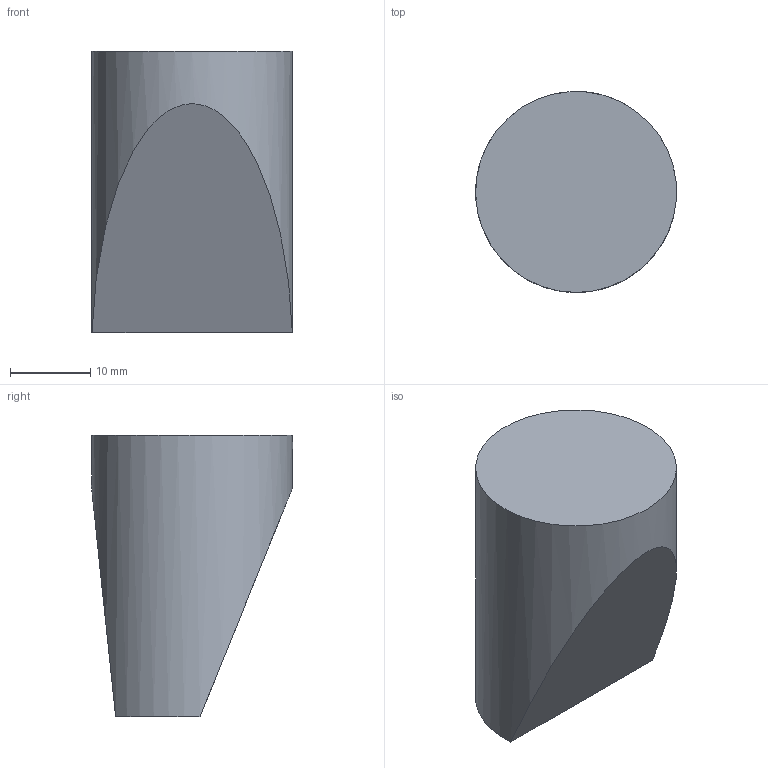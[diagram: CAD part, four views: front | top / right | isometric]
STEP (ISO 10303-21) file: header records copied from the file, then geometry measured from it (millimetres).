
FILE_DESCRIPTION(/* description */ (''),/* implementation_level */ '2;1');
FILE_NAME(/* name */ 'BAS25FGI35.stp',/* time_stamp */ '2017-10-23T16:42:19+05:00',/* author */ (''),/* organization */ (''),/* preprocessor_version */ 'ST-DEVELOPER v16',/* originating_system */ 'SIEMENS PLM Software NX 11.0',/* authorisation */ '');
FILE_SCHEMA (('AUTOMOTIVE_DESIGN { 1 0 10303 214 3 1 1 1 }'));
Length unit declared in the file: millimetre
Products named in the file (1): BAS25FGI35
Bounding box: 24.96 x 25 x 35 mm (x, y, z)
Volume: 13397.1 mm3; surface area: 3866.9 mm2
Topology: 1 solids, 1 shells, 7 faces, 15 edges, 10 vertices
Faces by surface type: plane 4, cylinder 2, cone 1
Full cylindrical faces by diameter (mm): 6 x1, 25 x1
Entity records: 218 total; most frequent: DIRECTION 38, CARTESIAN_POINT 28, ORIENTED_EDGE 18, AXIS2_PLACEMENT_3D 18, EDGE_LOOP 10, EDGE_CURVE 9, FACE_BOUND 8, VERTEX_POINT 8
